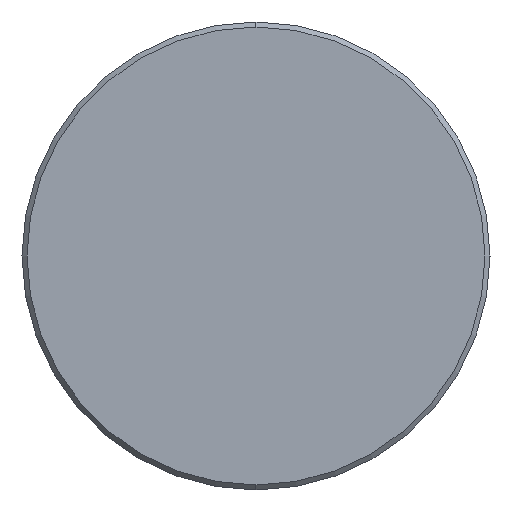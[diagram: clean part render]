
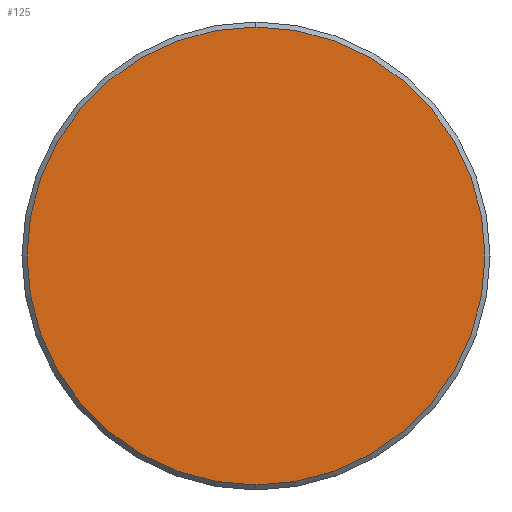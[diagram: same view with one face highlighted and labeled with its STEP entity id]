
A CAD part, left-side view. The second image highlights one B-rep face of the part: STEP entity #125.
In plain terms, the highlighted planar face has unit normal (-1, 0, 0).
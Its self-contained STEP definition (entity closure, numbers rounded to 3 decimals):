
#6 = DIRECTION ( 'NONE',  ( -1., 0., 0. ) ) ;
#26 = CARTESIAN_POINT ( 'NONE',  ( 0., 0., 0. ) ) ;
#81 = VERTEX_POINT ( 'NONE', #542 ) ;
#118 = EDGE_LOOP ( 'NONE', ( #787, #245 ) ) ;
#122 = DIRECTION ( 'NONE',  ( 0., 0., 1. ) ) ;
#125 = ADVANCED_FACE ( 'NONE', ( #164 ), #540, .F. ) ;
#127 = CARTESIAN_POINT ( 'NONE',  ( 0., 0., -13.7 ) ) ;
#147 = DIRECTION ( 'NONE',  ( 0., 0., 1. ) ) ;
#164 = FACE_OUTER_BOUND ( 'NONE', #118, .T. ) ;
#182 = CIRCLE ( 'NONE', #377, 13.7 ) ;
#215 = CIRCLE ( 'NONE', #788, 13.7 ) ;
#227 = CARTESIAN_POINT ( 'NONE',  ( 0., 0., 0. ) ) ;
#245 = ORIENTED_EDGE ( 'NONE', *, *, #514, .T. ) ;
#302 = EDGE_CURVE ( 'NONE', #786, #81, #182, .T. ) ;
#320 = CARTESIAN_POINT ( 'NONE',  ( 0., 0., 0. ) ) ;
#348 = DIRECTION ( 'NONE',  ( -1., 0., 0. ) ) ;
#377 = AXIS2_PLACEMENT_3D ( 'NONE', #320, #6, #122 ) ;
#493 = AXIS2_PLACEMENT_3D ( 'NONE', #227, #800, #605 ) ;
#514 = EDGE_CURVE ( 'NONE', #81, #786, #215, .T. ) ;
#540 = PLANE ( 'NONE',  #493 ) ;
#542 = CARTESIAN_POINT ( 'NONE',  ( 0., 0., 13.7 ) ) ;
#605 = DIRECTION ( 'NONE',  ( 0., 0., -1. ) ) ;
#786 = VERTEX_POINT ( 'NONE', #127 ) ;
#787 = ORIENTED_EDGE ( 'NONE', *, *, #302, .T. ) ;
#788 = AXIS2_PLACEMENT_3D ( 'NONE', #26, #348, #147 ) ;
#800 = DIRECTION ( 'NONE',  ( 1., 0., 0. ) ) ;
